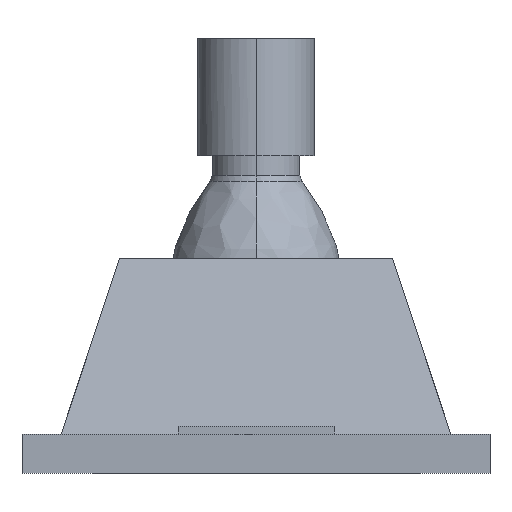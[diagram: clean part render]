
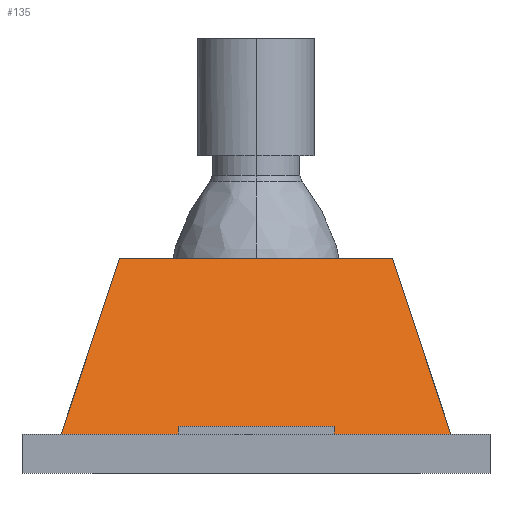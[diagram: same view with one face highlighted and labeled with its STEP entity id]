
A CAD part, left-side view. The second image highlights one B-rep face of the part: STEP entity #135.
In plain terms, the highlighted free-form (B-spline) face has degree [1, 1] with [2, 2] control points.
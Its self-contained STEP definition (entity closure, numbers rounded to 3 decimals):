
#135=ADVANCED_FACE('',(#300),#4747,.T.);
#300=FACE_OUTER_BOUND('',#468,.T.);
#468=EDGE_LOOP('',(#681,#682,#683,#684));
#681=ORIENTED_EDGE('',*,*,#3348,.T.);
#682=ORIENTED_EDGE('',*,*,#3337,.F.);
#683=ORIENTED_EDGE('',*,*,#3347,.F.);
#684=ORIENTED_EDGE('',*,*,#3341,.F.);
#1619=PCURVE('',#4762,#2311);
#1623=PCURVE('',#4763,#2315);
#1631=PCURVE('',#4746,#2323);
#1635=PCURVE('',#4747,#2327);
#1636=PCURVE('',#4747,#2328);
#1637=PCURVE('',#4747,#2329);
#1638=PCURVE('',#4747,#2330);
#1641=PCURVE('',#4748,#2333);
#2311=DEFINITIONAL_REPRESENTATION('',(#3714),#11356);
#2315=DEFINITIONAL_REPRESENTATION('',(#3722),#11356);
#2323=DEFINITIONAL_REPRESENTATION('',(#3732),#11356);
#2327=DEFINITIONAL_REPRESENTATION('',(#3737),#11356);
#2328=DEFINITIONAL_REPRESENTATION('',(#3738),#11356);
#2329=DEFINITIONAL_REPRESENTATION('',(#3739),#11356);
#2330=DEFINITIONAL_REPRESENTATION('',(#3740),#11356);
#2333=DEFINITIONAL_REPRESENTATION('',(#3743),#11356);
#2991=SURFACE_CURVE('',#3713,(#1619,#1636),.PCURVE_S1.);
#2995=SURFACE_CURVE('',#3721,(#1623,#1638),.PCURVE_S1.);
#3001=SURFACE_CURVE('',#3731,(#1631,#1637),.PCURVE_S1.);
#3002=SURFACE_CURVE('',#3736,(#1635,#1641),.PCURVE_S1.);
#3337=EDGE_CURVE('',#4455,#4456,#2991,.T.);
#3341=EDGE_CURVE('',#4451,#4450,#2995,.T.);
#3347=EDGE_CURVE('',#4450,#4455,#3001,.T.);
#3348=EDGE_CURVE('',#4451,#4456,#3002,.T.);
#3713=B_SPLINE_CURVE_WITH_KNOTS('',1,(#5125,#5126),.UNSPECIFIED.,.F.,.F.,
(2,2),(300.,400.),.UNSPECIFIED.);
#3714=B_SPLINE_CURVE_WITH_KNOTS('',1,(#5127,#5128),.UNSPECIFIED.,.F.,.F.,
(2,2),(300.,400.),.UNSPECIFIED.);
#3721=B_SPLINE_CURVE_WITH_KNOTS('',1,(#5141,#5142),.UNSPECIFIED.,.F.,.F.,
(2,2),(200.,300.),.UNSPECIFIED.);
#3722=B_SPLINE_CURVE_WITH_KNOTS('',1,(#5143,#5144),.UNSPECIFIED.,.F.,.F.,
(2,2),(200.,300.),.UNSPECIFIED.);
#3731=B_SPLINE_CURVE_WITH_KNOTS('',1,(#5181,#5182),.UNSPECIFIED.,.F.,.F.,
(2,2),(0.,49.749),.UNSPECIFIED.);
#3732=B_SPLINE_CURVE_WITH_KNOTS('',1,(#5183,#5184),.UNSPECIFIED.,.F.,.F.,
(2,2),(0.,49.749),.UNSPECIFIED.);
#3736=B_SPLINE_CURVE_WITH_KNOTS('',1,(#5191,#5192),.UNSPECIFIED.,.F.,.F.,
(2,2),(0.,49.749),.UNSPECIFIED.);
#3737=B_SPLINE_CURVE_WITH_KNOTS('',1,(#5193,#5194),.UNSPECIFIED.,.F.,.F.,
(2,2),(0.,49.749),.UNSPECIFIED.);
#3738=B_SPLINE_CURVE_WITH_KNOTS('',1,(#5195,#5196),.UNSPECIFIED.,.F.,.F.,
(2,2),(300.,400.),.UNSPECIFIED.);
#3739=B_SPLINE_CURVE_WITH_KNOTS('',1,(#5197,#5198),.UNSPECIFIED.,.F.,.F.,
(2,2),(0.,49.749),.UNSPECIFIED.);
#3740=B_SPLINE_CURVE_WITH_KNOTS('',1,(#5199,#5200),.UNSPECIFIED.,.F.,.F.,
(2,2),(200.,300.),.UNSPECIFIED.);
#3743=B_SPLINE_CURVE_WITH_KNOTS('',1,(#5205,#5206),.UNSPECIFIED.,.F.,.F.,
(2,2),(0.,49.749),.UNSPECIFIED.);
#4450=VERTEX_POINT('',#4996);
#4451=VERTEX_POINT('',#4997);
#4455=VERTEX_POINT('',#5001);
#4456=VERTEX_POINT('',#5002);
#4746=B_SPLINE_SURFACE_WITH_KNOTS('',1,1,((#4863,#4864),(#4865,#4866)),
 .UNSPECIFIED.,.F.,.F.,.F.,(2,2),(2,2),(0.,49.749),(0.,100.),
 .UNSPECIFIED.);
#4747=B_SPLINE_SURFACE_WITH_KNOTS('',1,1,((#4867,#4868),(#4869,#4870)),
 .UNSPECIFIED.,.F.,.F.,.F.,(2,2),(2,2),(0.,49.749),(0.,100.),
 .UNSPECIFIED.);
#4748=B_SPLINE_SURFACE_WITH_KNOTS('',1,1,((#4871,#4872),(#4873,#4874)),
 .UNSPECIFIED.,.F.,.F.,.F.,(2,2),(2,2),(0.,49.749),(0.,100.),
 .UNSPECIFIED.);
#4762=B_SPLINE_SURFACE_WITH_KNOTS('',1,1,((#4947,#4948),(#4949,#4950)),
 .UNSPECIFIED.,.F.,.F.,.F.,(2,2),(2,2),(0.,120.),(0.,120.),
 .UNSPECIFIED.);
#4763=B_SPLINE_SURFACE_WITH_KNOTS('',1,1,((#4951,#4952),(#4953,#4954)),
 .UNSPECIFIED.,.F.,.F.,.F.,(2,2),(2,2),(-70.,0.),(0.,70.),.UNSPECIFIED.);
#4863=CARTESIAN_POINT('',(-35.,-35.,55.));
#4864=CARTESIAN_POINT('',(35.,-35.,55.));
#4865=CARTESIAN_POINT('',(-50.,-50.,10.));
#4866=CARTESIAN_POINT('',(50.,-50.,10.));
#4867=CARTESIAN_POINT('',(-35.,35.,55.));
#4868=CARTESIAN_POINT('',(-35.,-35.,55.));
#4869=CARTESIAN_POINT('',(-50.,50.,10.));
#4870=CARTESIAN_POINT('',(-50.,-50.,10.));
#4871=CARTESIAN_POINT('',(35.,35.,55.));
#4872=CARTESIAN_POINT('',(-35.,35.,55.));
#4873=CARTESIAN_POINT('',(50.,50.,10.));
#4874=CARTESIAN_POINT('',(-50.,50.,10.));
#4947=CARTESIAN_POINT('',(-60.,-60.,10.));
#4948=CARTESIAN_POINT('',(-60.,60.,10.));
#4949=CARTESIAN_POINT('',(60.,-60.,10.));
#4950=CARTESIAN_POINT('',(60.,60.,10.));
#4951=CARTESIAN_POINT('',(-35.,-35.,55.));
#4952=CARTESIAN_POINT('',(-35.,35.,55.));
#4953=CARTESIAN_POINT('',(35.,-35.,55.));
#4954=CARTESIAN_POINT('',(35.,35.,55.));
#4996=CARTESIAN_POINT('',(-35.,-35.,55.));
#4997=CARTESIAN_POINT('',(-35.,35.,55.));
#5001=CARTESIAN_POINT('',(-50.,-50.,10.));
#5002=CARTESIAN_POINT('',(-50.,50.,10.));
#5125=CARTESIAN_POINT('',(-50.,-50.,10.));
#5126=CARTESIAN_POINT('',(-50.,50.,10.));
#5127=CARTESIAN_POINT('',(10.,10.));
#5128=CARTESIAN_POINT('',(10.,110.));
#5141=CARTESIAN_POINT('',(-35.,35.,55.));
#5142=CARTESIAN_POINT('',(-35.,-35.,55.));
#5143=CARTESIAN_POINT('',(-70.,70.));
#5144=CARTESIAN_POINT('',(-70.,0.));
#5181=CARTESIAN_POINT('',(-35.,-35.,55.));
#5182=CARTESIAN_POINT('',(-50.,-50.,10.));
#5183=CARTESIAN_POINT('',(0.,0.));
#5184=CARTESIAN_POINT('',(49.749,0.));
#5191=CARTESIAN_POINT('',(-35.,35.,55.));
#5192=CARTESIAN_POINT('',(-50.,50.,10.));
#5193=CARTESIAN_POINT('',(0.,0.));
#5194=CARTESIAN_POINT('',(49.749,0.));
#5195=CARTESIAN_POINT('',(49.749,100.));
#5196=CARTESIAN_POINT('',(49.749,0.));
#5197=CARTESIAN_POINT('',(0.,100.));
#5198=CARTESIAN_POINT('',(49.749,100.));
#5199=CARTESIAN_POINT('',(0.,0.));
#5200=CARTESIAN_POINT('',(0.,100.));
#5205=CARTESIAN_POINT('',(0.,100.));
#5206=CARTESIAN_POINT('',(49.749,100.));
#11356=(
GEOMETRIC_REPRESENTATION_CONTEXT(2)
PARAMETRIC_REPRESENTATION_CONTEXT()
REPRESENTATION_CONTEXT('pspace','')
);
